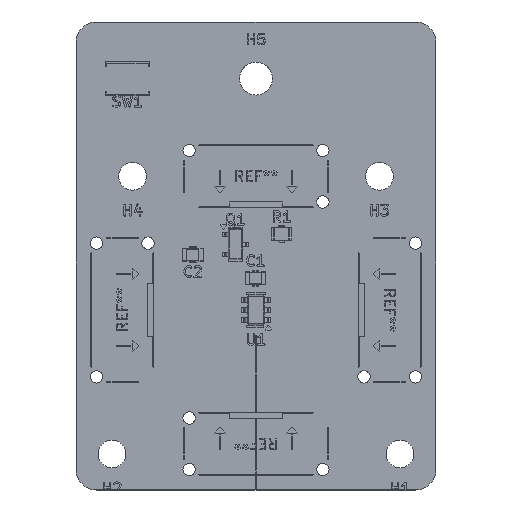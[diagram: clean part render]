
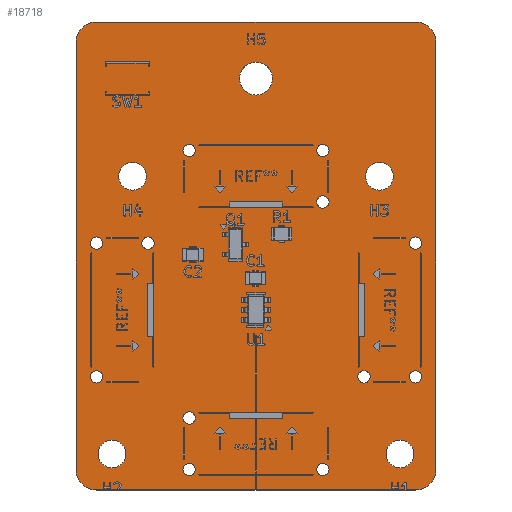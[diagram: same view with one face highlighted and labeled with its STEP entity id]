
A CAD part, top view. The second image highlights one B-rep face of the part: STEP entity #18718.
In plain terms, the highlighted planar face has unit normal (0, 0, 1).
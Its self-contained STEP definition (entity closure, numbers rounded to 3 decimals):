
#18382 = VERTEX_POINT('',#18383);
#18383 = CARTESIAN_POINT('',(203.,-49.5,1.51));
#18389 = EDGE_CURVE('',#18382,#18390,#18392,.T.);
#18390 = VERTEX_POINT('',#18391);
#18391 = CARTESIAN_POINT('',(205.,-51.5,1.51));
#18392 = CIRCLE('',#18393,2.);
#18393 = AXIS2_PLACEMENT_3D('',#18394,#18395,#18396);
#18394 = CARTESIAN_POINT('',(203.,-51.5,1.51));
#18395 = DIRECTION('',(0.,0.,-1.));
#18396 = DIRECTION('',(0.,1.,0.));
#18424 = VERTEX_POINT('',#18425);
#18425 = CARTESIAN_POINT('',(172.,-49.5,1.51));
#18431 = EDGE_CURVE('',#18424,#18382,#18432,.T.);
#18432 = LINE('',#18433,#18434);
#18433 = CARTESIAN_POINT('',(172.,-49.5,1.51));
#18434 = VECTOR('',#18435,1.);
#18435 = DIRECTION('',(1.,0.,0.));
#18453 = EDGE_CURVE('',#18390,#18454,#18456,.T.);
#18454 = VERTEX_POINT('',#18455);
#18455 = CARTESIAN_POINT('',(205.,-93.,1.51));
#18456 = LINE('',#18457,#18458);
#18457 = CARTESIAN_POINT('',(205.,-51.5,1.51));
#18458 = VECTOR('',#18459,1.);
#18459 = DIRECTION('',(0.,-1.,0.));
#18718 = ADVANCED_FACE('',(#18719,#18765,#18776,#18787,#18798,#18809,
    #18820,#18831,#18842,#18853,#18864,#18875,#18886,#18897,#18908,
    #18919,#18930,#18941),#18952,.T.);
#18719 = FACE_BOUND('',#18720,.T.);
#18720 = EDGE_LOOP('',(#18721,#18722,#18723,#18732,#18740,#18749,#18757,
    #18764));
#18721 = ORIENTED_EDGE('',*,*,#18389,.F.);
#18722 = ORIENTED_EDGE('',*,*,#18431,.F.);
#18723 = ORIENTED_EDGE('',*,*,#18724,.F.);
#18724 = EDGE_CURVE('',#18725,#18424,#18727,.T.);
#18725 = VERTEX_POINT('',#18726);
#18726 = CARTESIAN_POINT('',(170.,-51.5,1.51));
#18727 = CIRCLE('',#18728,2.);
#18728 = AXIS2_PLACEMENT_3D('',#18729,#18730,#18731);
#18729 = CARTESIAN_POINT('',(172.,-51.5,1.51));
#18730 = DIRECTION('',(0.,0.,-1.));
#18731 = DIRECTION('',(-1.,0.,-0.));
#18732 = ORIENTED_EDGE('',*,*,#18733,.F.);
#18733 = EDGE_CURVE('',#18734,#18725,#18736,.T.);
#18734 = VERTEX_POINT('',#18735);
#18735 = CARTESIAN_POINT('',(170.,-93.,1.51));
#18736 = LINE('',#18737,#18738);
#18737 = CARTESIAN_POINT('',(170.,-93.,1.51));
#18738 = VECTOR('',#18739,1.);
#18739 = DIRECTION('',(0.,1.,0.));
#18740 = ORIENTED_EDGE('',*,*,#18741,.F.);
#18741 = EDGE_CURVE('',#18742,#18734,#18744,.T.);
#18742 = VERTEX_POINT('',#18743);
#18743 = CARTESIAN_POINT('',(172.,-95.,1.51));
#18744 = CIRCLE('',#18745,2.);
#18745 = AXIS2_PLACEMENT_3D('',#18746,#18747,#18748);
#18746 = CARTESIAN_POINT('',(172.,-93.,1.51));
#18747 = DIRECTION('',(0.,0.,-1.));
#18748 = DIRECTION('',(0.,-1.,0.));
#18749 = ORIENTED_EDGE('',*,*,#18750,.F.);
#18750 = EDGE_CURVE('',#18751,#18742,#18753,.T.);
#18751 = VERTEX_POINT('',#18752);
#18752 = CARTESIAN_POINT('',(203.,-95.,1.51));
#18753 = LINE('',#18754,#18755);
#18754 = CARTESIAN_POINT('',(203.,-95.,1.51));
#18755 = VECTOR('',#18756,1.);
#18756 = DIRECTION('',(-1.,0.,0.));
#18757 = ORIENTED_EDGE('',*,*,#18758,.F.);
#18758 = EDGE_CURVE('',#18454,#18751,#18759,.T.);
#18759 = CIRCLE('',#18760,2.);
#18760 = AXIS2_PLACEMENT_3D('',#18761,#18762,#18763);
#18761 = CARTESIAN_POINT('',(203.,-93.,1.51));
#18762 = DIRECTION('',(0.,0.,-1.));
#18763 = DIRECTION('',(1.,0.,0.));
#18764 = ORIENTED_EDGE('',*,*,#18453,.F.);
#18765 = FACE_BOUND('',#18766,.T.);
#18766 = EDGE_LOOP('',(#18767));
#18767 = ORIENTED_EDGE('',*,*,#18768,.T.);
#18768 = EDGE_CURVE('',#18769,#18769,#18771,.T.);
#18769 = VERTEX_POINT('',#18770);
#18770 = CARTESIAN_POINT('',(173.5,-92.85,1.51));
#18771 = CIRCLE('',#18772,1.35);
#18772 = AXIS2_PLACEMENT_3D('',#18773,#18774,#18775);
#18773 = CARTESIAN_POINT('',(173.5,-91.5,1.51));
#18774 = DIRECTION('',(-0.,0.,-1.));
#18775 = DIRECTION('',(-0.,-1.,0.));
#18776 = FACE_BOUND('',#18777,.T.);
#18777 = EDGE_LOOP('',(#18778));
#18778 = ORIENTED_EDGE('',*,*,#18779,.T.);
#18779 = EDGE_CURVE('',#18780,#18780,#18782,.T.);
#18780 = VERTEX_POINT('',#18781);
#18781 = CARTESIAN_POINT('',(172.,-84.6,1.51));
#18782 = CIRCLE('',#18783,0.6);
#18783 = AXIS2_PLACEMENT_3D('',#18784,#18785,#18786);
#18784 = CARTESIAN_POINT('',(172.,-84.,1.51));
#18785 = DIRECTION('',(-0.,0.,-1.));
#18786 = DIRECTION('',(-0.,-1.,0.));
#18787 = FACE_BOUND('',#18788,.T.);
#18788 = EDGE_LOOP('',(#18789));
#18789 = ORIENTED_EDGE('',*,*,#18790,.T.);
#18790 = EDGE_CURVE('',#18791,#18791,#18793,.T.);
#18791 = VERTEX_POINT('',#18792);
#18792 = CARTESIAN_POINT('',(181.,-93.6,1.51));
#18793 = CIRCLE('',#18794,0.6);
#18794 = AXIS2_PLACEMENT_3D('',#18795,#18796,#18797);
#18795 = CARTESIAN_POINT('',(181.,-93.,1.51));
#18796 = DIRECTION('',(-0.,0.,-1.));
#18797 = DIRECTION('',(-0.,-1.,0.));
#18798 = FACE_BOUND('',#18799,.T.);
#18799 = EDGE_LOOP('',(#18800));
#18800 = ORIENTED_EDGE('',*,*,#18801,.T.);
#18801 = EDGE_CURVE('',#18802,#18802,#18804,.T.);
#18802 = VERTEX_POINT('',#18803);
#18803 = CARTESIAN_POINT('',(181.,-88.6,1.51));
#18804 = CIRCLE('',#18805,0.6);
#18805 = AXIS2_PLACEMENT_3D('',#18806,#18807,#18808);
#18806 = CARTESIAN_POINT('',(181.,-88.,1.51));
#18807 = DIRECTION('',(-0.,0.,-1.));
#18808 = DIRECTION('',(-0.,-1.,0.));
#18809 = FACE_BOUND('',#18810,.T.);
#18810 = EDGE_LOOP('',(#18811));
#18811 = ORIENTED_EDGE('',*,*,#18812,.T.);
#18812 = EDGE_CURVE('',#18813,#18813,#18815,.T.);
#18813 = VERTEX_POINT('',#18814);
#18814 = CARTESIAN_POINT('',(194.,-93.6,1.51));
#18815 = CIRCLE('',#18816,0.6);
#18816 = AXIS2_PLACEMENT_3D('',#18817,#18818,#18819);
#18817 = CARTESIAN_POINT('',(194.,-93.,1.51));
#18818 = DIRECTION('',(-0.,0.,-1.));
#18819 = DIRECTION('',(-0.,-1.,0.));
#18820 = FACE_BOUND('',#18821,.T.);
#18821 = EDGE_LOOP('',(#18822));
#18822 = ORIENTED_EDGE('',*,*,#18823,.T.);
#18823 = EDGE_CURVE('',#18824,#18824,#18826,.T.);
#18824 = VERTEX_POINT('',#18825);
#18825 = CARTESIAN_POINT('',(201.5,-92.85,1.51));
#18826 = CIRCLE('',#18827,1.35);
#18827 = AXIS2_PLACEMENT_3D('',#18828,#18829,#18830);
#18828 = CARTESIAN_POINT('',(201.5,-91.5,1.51));
#18829 = DIRECTION('',(-0.,0.,-1.));
#18830 = DIRECTION('',(-0.,-1.,0.));
#18831 = FACE_BOUND('',#18832,.T.);
#18832 = EDGE_LOOP('',(#18833));
#18833 = ORIENTED_EDGE('',*,*,#18834,.T.);
#18834 = EDGE_CURVE('',#18835,#18835,#18837,.T.);
#18835 = VERTEX_POINT('',#18836);
#18836 = CARTESIAN_POINT('',(198.,-84.6,1.51));
#18837 = CIRCLE('',#18838,0.6);
#18838 = AXIS2_PLACEMENT_3D('',#18839,#18840,#18841);
#18839 = CARTESIAN_POINT('',(198.,-84.,1.51));
#18840 = DIRECTION('',(-0.,0.,-1.));
#18841 = DIRECTION('',(-0.,-1.,0.));
#18842 = FACE_BOUND('',#18843,.T.);
#18843 = EDGE_LOOP('',(#18844));
#18844 = ORIENTED_EDGE('',*,*,#18845,.T.);
#18845 = EDGE_CURVE('',#18846,#18846,#18848,.T.);
#18846 = VERTEX_POINT('',#18847);
#18847 = CARTESIAN_POINT('',(203.,-84.6,1.51));
#18848 = CIRCLE('',#18849,0.6);
#18849 = AXIS2_PLACEMENT_3D('',#18850,#18851,#18852);
#18850 = CARTESIAN_POINT('',(203.,-84.,1.51));
#18851 = DIRECTION('',(-0.,0.,-1.));
#18852 = DIRECTION('',(-0.,-1.,0.));
#18853 = FACE_BOUND('',#18854,.T.);
#18854 = EDGE_LOOP('',(#18855));
#18855 = ORIENTED_EDGE('',*,*,#18856,.T.);
#18856 = EDGE_CURVE('',#18857,#18857,#18859,.T.);
#18857 = VERTEX_POINT('',#18858);
#18858 = CARTESIAN_POINT('',(172.,-71.6,1.51));
#18859 = CIRCLE('',#18860,0.6);
#18860 = AXIS2_PLACEMENT_3D('',#18861,#18862,#18863);
#18861 = CARTESIAN_POINT('',(172.,-71.,1.51));
#18862 = DIRECTION('',(-0.,0.,-1.));
#18863 = DIRECTION('',(-0.,-1.,0.));
#18864 = FACE_BOUND('',#18865,.T.);
#18865 = EDGE_LOOP('',(#18866));
#18866 = ORIENTED_EDGE('',*,*,#18867,.T.);
#18867 = EDGE_CURVE('',#18868,#18868,#18870,.T.);
#18868 = VERTEX_POINT('',#18869);
#18869 = CARTESIAN_POINT('',(177.,-71.6,1.51));
#18870 = CIRCLE('',#18871,0.6);
#18871 = AXIS2_PLACEMENT_3D('',#18872,#18873,#18874);
#18872 = CARTESIAN_POINT('',(177.,-71.,1.51));
#18873 = DIRECTION('',(-0.,0.,-1.));
#18874 = DIRECTION('',(-0.,-1.,0.));
#18875 = FACE_BOUND('',#18876,.T.);
#18876 = EDGE_LOOP('',(#18877));
#18877 = ORIENTED_EDGE('',*,*,#18878,.T.);
#18878 = EDGE_CURVE('',#18879,#18879,#18881,.T.);
#18879 = VERTEX_POINT('',#18880);
#18880 = CARTESIAN_POINT('',(175.5,-65.85,1.51));
#18881 = CIRCLE('',#18882,1.35);
#18882 = AXIS2_PLACEMENT_3D('',#18883,#18884,#18885);
#18883 = CARTESIAN_POINT('',(175.5,-64.5,1.51));
#18884 = DIRECTION('',(-0.,0.,-1.));
#18885 = DIRECTION('',(-0.,-1.,0.));
#18886 = FACE_BOUND('',#18887,.T.);
#18887 = EDGE_LOOP('',(#18888));
#18888 = ORIENTED_EDGE('',*,*,#18889,.T.);
#18889 = EDGE_CURVE('',#18890,#18890,#18892,.T.);
#18890 = VERTEX_POINT('',#18891);
#18891 = CARTESIAN_POINT('',(181.,-62.6,1.51));
#18892 = CIRCLE('',#18893,0.6);
#18893 = AXIS2_PLACEMENT_3D('',#18894,#18895,#18896);
#18894 = CARTESIAN_POINT('',(181.,-62.,1.51));
#18895 = DIRECTION('',(-0.,0.,-1.));
#18896 = DIRECTION('',(-0.,-1.,0.));
#18897 = FACE_BOUND('',#18898,.T.);
#18898 = EDGE_LOOP('',(#18899));
#18899 = ORIENTED_EDGE('',*,*,#18900,.T.);
#18900 = EDGE_CURVE('',#18901,#18901,#18903,.T.);
#18901 = VERTEX_POINT('',#18902);
#18902 = CARTESIAN_POINT('',(194.,-67.6,1.51));
#18903 = CIRCLE('',#18904,0.6);
#18904 = AXIS2_PLACEMENT_3D('',#18905,#18906,#18907);
#18905 = CARTESIAN_POINT('',(194.,-67.,1.51));
#18906 = DIRECTION('',(-0.,0.,-1.));
#18907 = DIRECTION('',(-0.,-1.,0.));
#18908 = FACE_BOUND('',#18909,.T.);
#18909 = EDGE_LOOP('',(#18910));
#18910 = ORIENTED_EDGE('',*,*,#18911,.T.);
#18911 = EDGE_CURVE('',#18912,#18912,#18914,.T.);
#18912 = VERTEX_POINT('',#18913);
#18913 = CARTESIAN_POINT('',(203.,-71.6,1.51));
#18914 = CIRCLE('',#18915,0.6);
#18915 = AXIS2_PLACEMENT_3D('',#18916,#18917,#18918);
#18916 = CARTESIAN_POINT('',(203.,-71.,1.51));
#18917 = DIRECTION('',(-0.,0.,-1.));
#18918 = DIRECTION('',(-0.,-1.,0.));
#18919 = FACE_BOUND('',#18920,.T.);
#18920 = EDGE_LOOP('',(#18921));
#18921 = ORIENTED_EDGE('',*,*,#18922,.T.);
#18922 = EDGE_CURVE('',#18923,#18923,#18925,.T.);
#18923 = VERTEX_POINT('',#18924);
#18924 = CARTESIAN_POINT('',(199.5,-65.85,1.51));
#18925 = CIRCLE('',#18926,1.35);
#18926 = AXIS2_PLACEMENT_3D('',#18927,#18928,#18929);
#18927 = CARTESIAN_POINT('',(199.5,-64.5,1.51));
#18928 = DIRECTION('',(-0.,0.,-1.));
#18929 = DIRECTION('',(-0.,-1.,0.));
#18930 = FACE_BOUND('',#18931,.T.);
#18931 = EDGE_LOOP('',(#18932));
#18932 = ORIENTED_EDGE('',*,*,#18933,.T.);
#18933 = EDGE_CURVE('',#18934,#18934,#18936,.T.);
#18934 = VERTEX_POINT('',#18935);
#18935 = CARTESIAN_POINT('',(194.,-62.6,1.51));
#18936 = CIRCLE('',#18937,0.6);
#18937 = AXIS2_PLACEMENT_3D('',#18938,#18939,#18940);
#18938 = CARTESIAN_POINT('',(194.,-62.,1.51));
#18939 = DIRECTION('',(-0.,0.,-1.));
#18940 = DIRECTION('',(-0.,-1.,0.));
#18941 = FACE_BOUND('',#18942,.T.);
#18942 = EDGE_LOOP('',(#18943));
#18943 = ORIENTED_EDGE('',*,*,#18944,.T.);
#18944 = EDGE_CURVE('',#18945,#18945,#18947,.T.);
#18945 = VERTEX_POINT('',#18946);
#18946 = CARTESIAN_POINT('',(187.5,-56.6,1.51));
#18947 = CIRCLE('',#18948,1.6);
#18948 = AXIS2_PLACEMENT_3D('',#18949,#18950,#18951);
#18949 = CARTESIAN_POINT('',(187.5,-55.,1.51));
#18950 = DIRECTION('',(-0.,0.,-1.));
#18951 = DIRECTION('',(-0.,-1.,0.));
#18952 = PLANE('',#18953);
#18953 = AXIS2_PLACEMENT_3D('',#18954,#18955,#18956);
#18954 = CARTESIAN_POINT('',(0.,0.,1.51));
#18955 = DIRECTION('',(0.,0.,1.));
#18956 = DIRECTION('',(1.,0.,-0.));
